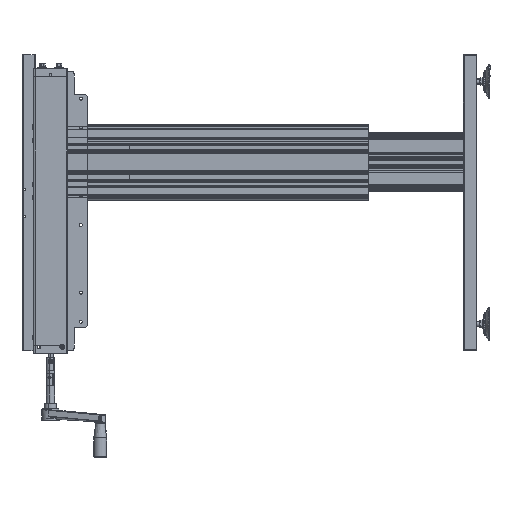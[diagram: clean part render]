
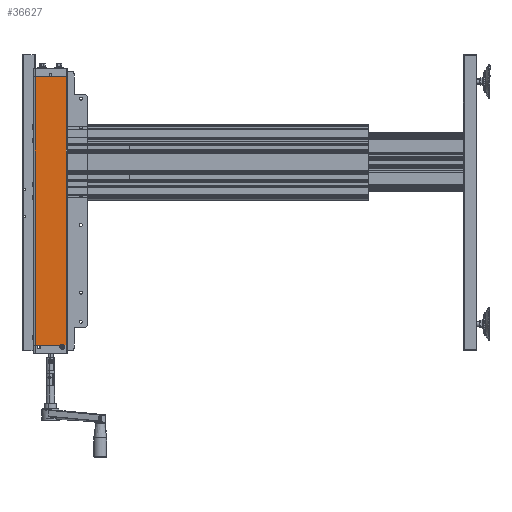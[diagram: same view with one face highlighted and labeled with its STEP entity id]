
A CAD part, left-side view. The second image highlights one B-rep face of the part: STEP entity #36627.
In plain terms, the highlighted face is planar.
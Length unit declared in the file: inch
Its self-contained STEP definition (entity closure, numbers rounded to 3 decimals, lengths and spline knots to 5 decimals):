
#1158 = VECTOR ( 'NONE', #45734, 39.37008 ) ;
#10166 = DIRECTION ( 'NONE',  ( 0., 0., -1. ) ) ;
#12138 = VECTOR ( 'NONE', #60667, 39.37008 ) ;
#14859 = EDGE_LOOP ( 'NONE', ( #43434, #52934, #40863, #56410 ) ) ;
#18126 = PLANE ( 'NONE',  #36208 ) ;
#18985 = VERTEX_POINT ( 'NONE', #42707 ) ;
#20404 = CARTESIAN_POINT ( 'NONE',  ( 0.65, 1.15, -9.955 ) ) ;
#21601 = CARTESIAN_POINT ( 'NONE',  ( 0.65, -1.25, 9.955 ) ) ;
#22748 = VERTEX_POINT ( 'NONE', #36046 ) ;
#23211 = CARTESIAN_POINT ( 'NONE',  ( 0.65, -1.25, 9.955 ) ) ;
#27947 = DIRECTION ( 'NONE',  ( -1., 0., 0. ) ) ;
#28573 = DIRECTION ( 'NONE',  ( 0., 0., 1. ) ) ;
#30951 = DIRECTION ( 'NONE',  ( 0., 0., 1. ) ) ;
#31122 = LINE ( 'NONE', #50493, #1158 ) ;
#34099 = EDGE_CURVE ( 'NONE', #18985, #22748, #60340, .T. ) ;
#36046 = CARTESIAN_POINT ( 'NONE',  ( 0.65, 1.15, 9.955 ) ) ;
#36208 = AXIS2_PLACEMENT_3D ( 'NONE', #23211, #27947, #28573 ) ;
#36627 = ADVANCED_FACE ( 'N', ( #42882 ), #18126, .T. ) ;
#37137 = EDGE_CURVE ( 'NONE', #22748, #58429, #53686, .T. ) ;
#39403 = CARTESIAN_POINT ( 'NONE',  ( 0.65, 1.15, 9.955 ) ) ;
#40432 = CARTESIAN_POINT ( 'NONE',  ( 0.65, -1.15, -9.955 ) ) ;
#40590 = VECTOR ( 'NONE', #30951, 39.37008 ) ;
#40863 = ORIENTED_EDGE ( 'NONE', *, *, #37137, .T. ) ;
#41027 = VECTOR ( 'NONE', #10166, 39.37008 ) ;
#41046 = EDGE_CURVE ( 'NONE', #58429, #42029, #31122, .T. ) ;
#42029 = VERTEX_POINT ( 'NONE', #40432 ) ;
#42707 = CARTESIAN_POINT ( 'NONE',  ( 0.65, -1.15, 9.955 ) ) ;
#42882 = FACE_OUTER_BOUND ( 'NONE', #14859, .T. ) ;
#43434 = ORIENTED_EDGE ( 'NONE', *, *, #47733, .T. ) ;
#45734 = DIRECTION ( 'NONE',  ( 0., -1., 0. ) ) ;
#47733 = EDGE_CURVE ( 'NONE', #42029, #18985, #60818, .T. ) ;
#50493 = CARTESIAN_POINT ( 'NONE',  ( 0.65, -1.25, -9.955 ) ) ;
#52934 = ORIENTED_EDGE ( 'NONE', *, *, #34099, .T. ) ;
#53686 = LINE ( 'NONE', #39403, #41027 ) ;
#56410 = ORIENTED_EDGE ( 'NONE', *, *, #41046, .T. ) ;
#58429 = VERTEX_POINT ( 'NONE', #20404 ) ;
#60340 = LINE ( 'NONE', #21601, #12138 ) ;
#60488 = CARTESIAN_POINT ( 'NONE',  ( 0.65, -1.15, 9.955 ) ) ;
#60667 = DIRECTION ( 'NONE',  ( 0., 1., 0. ) ) ;
#60818 = LINE ( 'NONE', #60488, #40590 ) ;
